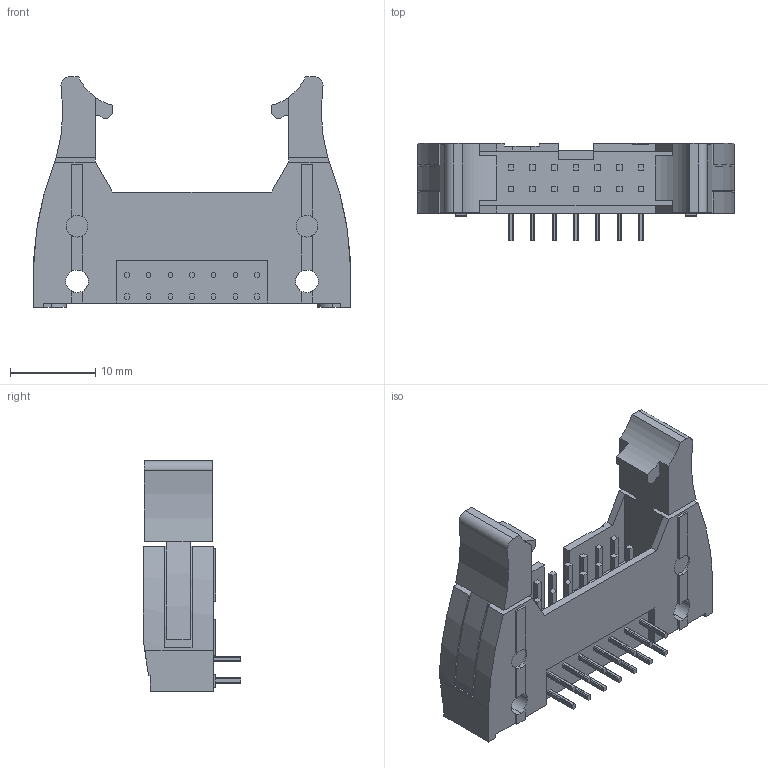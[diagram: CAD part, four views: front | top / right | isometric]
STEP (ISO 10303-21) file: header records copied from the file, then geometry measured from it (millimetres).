
FILE_DESCRIPTION (( 'STEP AP214' ), '1' );
FILE_NAME ('XG4A_1434.step', '2019-03-18T12:20:57', ( 'OSMC1.0 ' ), ( ' ' ), 'SwSTEP 2.0', 'SolidWorks 2002025', '' );
FILE_SCHEMA (( 'AUTOMOTIVE_DESIGN' ));
Length unit declared in the file: millimetre
Products named in the file (1): XG4A_1434
Bounding box: 37.1 x 11.4 x 27 mm (x, y, z)
Volume: 3566.5 mm3; surface area: 3424.2 mm2
Topology: 1 solids, 1 shells, 364 faces, 982 edges, 650 vertices
Faces by surface type: plane 333, cylinder 31
Entity records: 13431 total; most frequent: CARTESIAN_POINT 2003, ORIENTED_EDGE 1964, DIRECTION 1800, EDGE_CURVE 982, LINE 890, VECTOR 890, VERTEX_POINT 650, AXIS2_PLACEMENT_3D 455
